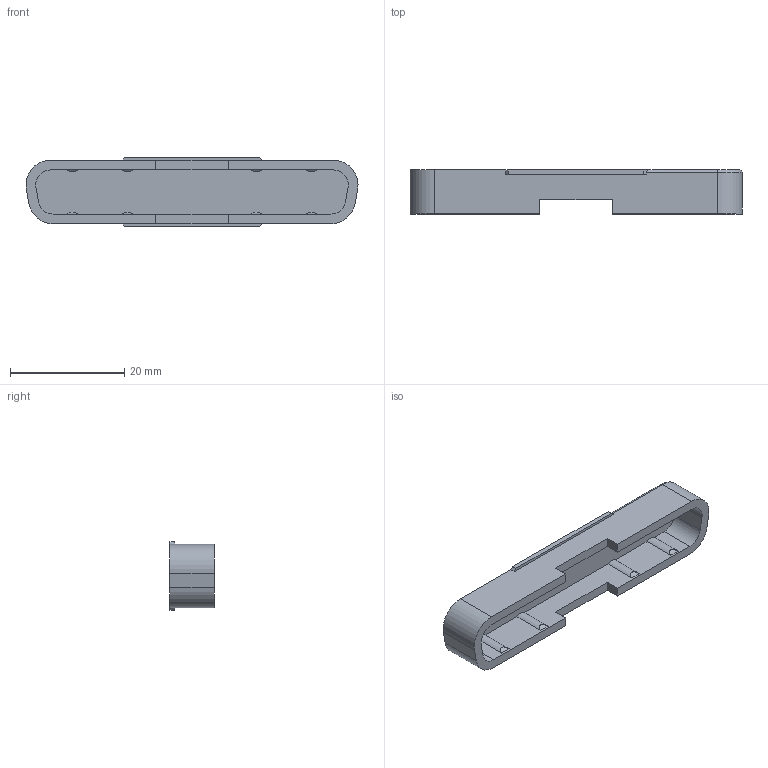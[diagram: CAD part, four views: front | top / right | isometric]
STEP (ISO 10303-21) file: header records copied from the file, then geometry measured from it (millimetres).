
FILE_DESCRIPTION( ( 'Unknown' ), '1' );
FILE_NAME( '726181105.stp', 'Unknown', ( 'Unknown' ), ( 'Unknown' ), 'PSStep 19.0.9', 'Unknown', ' ' );
FILE_SCHEMA( ( 'AUTOMOTIVE_DESIGN { 1 0 10303 214 1 1 1 1 }' ) );
Length unit declared in the file: millimetre
Products named in the file (1): 1
Bounding box: 58 x 7.7 x 12 mm (x, y, z)
Volume: 2130.9 mm3; surface area: 2928.1 mm2
Topology: 1 solids, 1 shells, 55 faces, 155 edges, 102 vertices
Faces by surface type: cylinder 27, plane 26, torus 2
Entity records: 2345 total; most frequent: CARTESIAN_POINT 449, ORIENTED_EDGE 310, DIRECTION 291, EDGE_CURVE 155, LINE 115, VECTOR 115, VERTEX_POINT 102, AXIS2_PLACEMENT_3D 88
